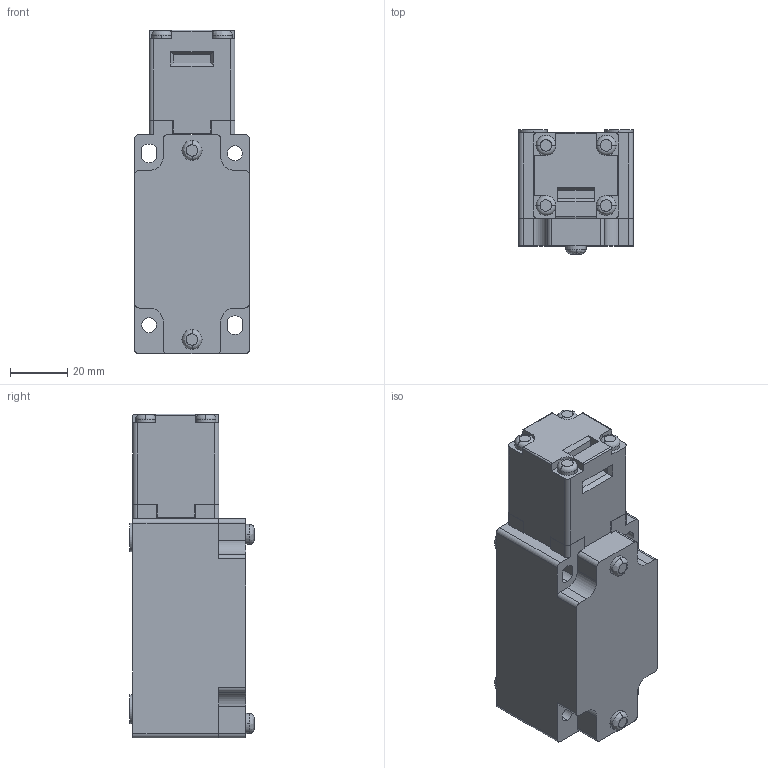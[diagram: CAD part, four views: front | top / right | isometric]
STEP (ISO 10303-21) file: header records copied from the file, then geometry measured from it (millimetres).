
FILE_DESCRIPTION (( 'STEP AP214' ), '1' );
FILE_NAME ('SBM2K40W03.step', '2017-12-19T21:40:15', ( '' ), ( '' ), 'SwSTEP 2.0', 'SolidWorks 2017', '' );
FILE_SCHEMA (( 'AUTOMOTIVE_DESIGN' ));
Length unit declared in the file: inch
Products named in the file (1): SBM2K40W03
Bounding box: 40 x 43.3 x 113 mm (x, y, z)
Volume: 139385.5 mm3; surface area: 26421.5 mm2
Topology: 2 solids, 2 shells, 183 faces, 509 edges, 333 vertices
Faces by surface type: plane 97, cylinder 72, bspline 6, torus 6, cone 2
Entity records: 6267 total; most frequent: CARTESIAN_POINT 1388, DIRECTION 1030, ORIENTED_EDGE 1018, EDGE_CURVE 509, AXIS2_PLACEMENT_3D 353, VERTEX_POINT 333, LINE 324, VECTOR 324
